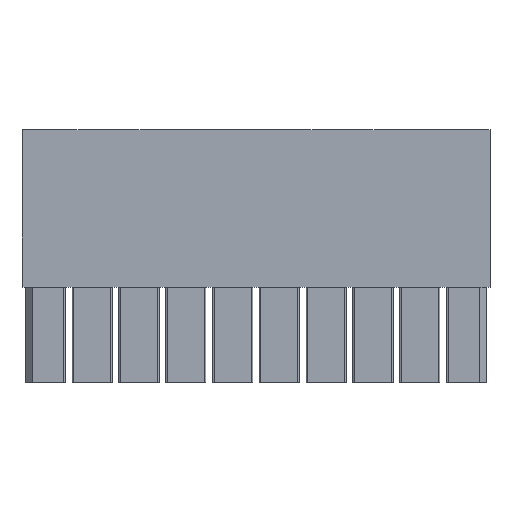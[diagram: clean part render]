
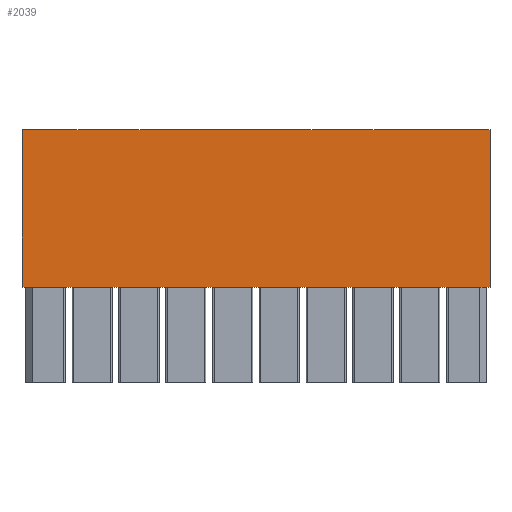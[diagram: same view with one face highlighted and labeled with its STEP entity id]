
A CAD part, front view. The second image highlights one B-rep face of the part: STEP entity #2039.
In plain terms, the highlighted planar face has unit normal (0, -1, 0).
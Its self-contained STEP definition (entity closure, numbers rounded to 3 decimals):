
#2012=AXIS2_PLACEMENT_3D('Plane Axis2P3D',#2009,#2010,#2011) ;
#111=CARTESIAN_POINT('Vertex',(76.2,0.,15.5)) ;
#114=CARTESIAN_POINT('Line Origine',(38.1,0.,15.5)) ;
#118=CARTESIAN_POINT('Vertex',(0.,0.,15.5)) ;
#2009=CARTESIAN_POINT('Axis2P3D Location',(0.,0.,15.5)) ;
#2014=CARTESIAN_POINT('Line Origine',(76.2,0.,28.325)) ;
#2018=CARTESIAN_POINT('Vertex',(76.2,0.,41.15)) ;
#2021=CARTESIAN_POINT('Line Origine',(38.1,0.,41.15)) ;
#2025=CARTESIAN_POINT('Vertex',(0.,0.,41.15)) ;
#2028=CARTESIAN_POINT('Line Origine',(0.,0.,28.325)) ;
#115=DIRECTION('Vector Direction',(1.,0.,0.)) ;
#2010=DIRECTION('Axis2P3D Direction',(0.,1.,0.)) ;
#2011=DIRECTION('Axis2P3D XDirection',(0.,0.,1.)) ;
#2015=DIRECTION('Vector Direction',(0.,0.,1.)) ;
#2022=DIRECTION('Vector Direction',(1.,0.,0.)) ;
#2029=DIRECTION('Vector Direction',(0.,0.,1.)) ;
#116=VECTOR('Line Direction',#115,1.) ;
#2016=VECTOR('Line Direction',#2015,1.) ;
#2023=VECTOR('Line Direction',#2022,1.) ;
#2030=VECTOR('Line Direction',#2029,1.) ;
#2034=ORIENTED_EDGE('',*,*,#2020,.T.) ;
#2035=ORIENTED_EDGE('',*,*,#2027,.F.) ;
#2036=ORIENTED_EDGE('',*,*,#2032,.F.) ;
#2037=ORIENTED_EDGE('',*,*,#120,.T.) ;
#2039=ADVANCED_FACE('HOUSING',(#2038),#2013,.F.) ;
#120=EDGE_CURVE('',#119,#112,#117,.T.) ;
#2020=EDGE_CURVE('',#112,#2019,#2017,.T.) ;
#2027=EDGE_CURVE('',#2026,#2019,#2024,.T.) ;
#2032=EDGE_CURVE('',#119,#2026,#2031,.T.) ;
#2033=EDGE_LOOP('',(#2034,#2035,#2036,#2037)) ;
#2038=FACE_OUTER_BOUND('',#2033,.T.) ;
#117=LINE('Line',#114,#116) ;
#2017=LINE('Line',#2014,#2016) ;
#2024=LINE('Line',#2021,#2023) ;
#2031=LINE('Line',#2028,#2030) ;
#2013=PLANE('',#2012) ;
#112=VERTEX_POINT('',#111) ;
#119=VERTEX_POINT('',#118) ;
#2019=VERTEX_POINT('',#2018) ;
#2026=VERTEX_POINT('',#2025) ;
